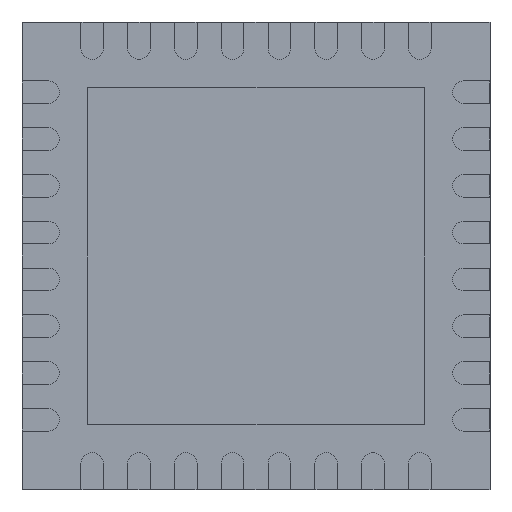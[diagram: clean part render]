
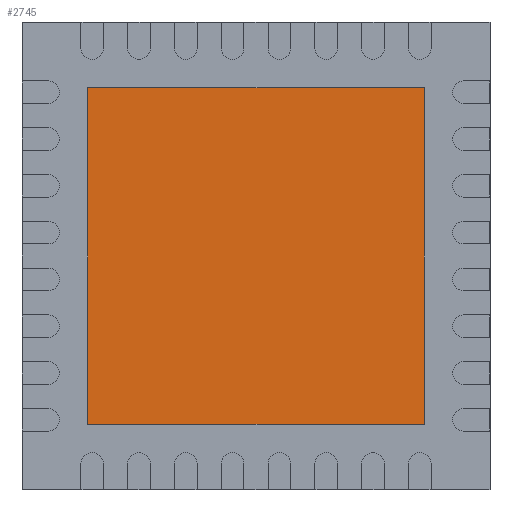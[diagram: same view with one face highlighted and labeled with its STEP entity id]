
A CAD part, front view. The second image highlights one B-rep face of the part: STEP entity #2745.
In plain terms, the highlighted planar face has unit normal (0, -1, 0).
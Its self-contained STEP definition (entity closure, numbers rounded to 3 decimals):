
#200 = LINE ( 'NONE', #1952, #10935 ) ;
#1080 = DIRECTION ( 'NONE',  ( 0., 0., -1. ) ) ;
#1127 = LINE ( 'NONE', #6926, #6989 ) ;
#1253 = CARTESIAN_POINT ( 'NONE',  ( 1.8, -0.05, -1.8 ) ) ;
#1381 = VECTOR ( 'NONE', #3871, 1000. ) ;
#1952 = CARTESIAN_POINT ( 'NONE',  ( -1.8, -0.05, 1.8 ) ) ;
#2020 = VERTEX_POINT ( 'NONE', #4449 ) ;
#2745 = ADVANCED_FACE ( 'NONE', ( #3458 ), #6856, .F. ) ;
#2976 = LINE ( 'NONE', #6372, #1381 ) ;
#3094 = DIRECTION ( 'NONE',  ( 0., 0., 1. ) ) ;
#3324 = CARTESIAN_POINT ( 'NONE',  ( -1.8, -0.05, -1.8 ) ) ;
#3458 = FACE_OUTER_BOUND ( 'NONE', #5301, .T. ) ;
#3710 = ORIENTED_EDGE ( 'NONE', *, *, #9596, .T. ) ;
#3871 = DIRECTION ( 'NONE',  ( 1., 0., 0. ) ) ;
#4306 = VERTEX_POINT ( 'NONE', #3324 ) ;
#4449 = CARTESIAN_POINT ( 'NONE',  ( 1.8, -0.05, 1.8 ) ) ;
#4891 = ORIENTED_EDGE ( 'NONE', *, *, #6831, .T. ) ;
#5120 = VERTEX_POINT ( 'NONE', #8195 ) ;
#5301 = EDGE_LOOP ( 'NONE', ( #3710, #4891, #5572, #5361 ) ) ;
#5361 = ORIENTED_EDGE ( 'NONE', *, *, #9580, .T. ) ;
#5572 = ORIENTED_EDGE ( 'NONE', *, *, #5801, .T. ) ;
#5801 = EDGE_CURVE ( 'NONE', #5120, #4306, #1127, .T. ) ;
#6023 = DIRECTION ( 'NONE',  ( 0., 0., 1. ) ) ;
#6372 = CARTESIAN_POINT ( 'NONE',  ( -1.8, -0.05, -1.8 ) ) ;
#6546 = VECTOR ( 'NONE', #3094, 1000. ) ;
#6831 = EDGE_CURVE ( 'NONE', #2020, #5120, #200, .T. ) ;
#6856 = PLANE ( 'NONE',  #10162 ) ;
#6926 = CARTESIAN_POINT ( 'NONE',  ( -1.8, -0.05, -1.8 ) ) ;
#6989 = VECTOR ( 'NONE', #1080, 1000. ) ;
#8025 = VERTEX_POINT ( 'NONE', #10673 ) ;
#8195 = CARTESIAN_POINT ( 'NONE',  ( -1.8, -0.05, 1.8 ) ) ;
#8440 = CARTESIAN_POINT ( 'NONE',  ( 0., -0.05, 0. ) ) ;
#8910 = LINE ( 'NONE', #1253, #6546 ) ;
#9555 = DIRECTION ( 'NONE',  ( -1., 0., 0. ) ) ;
#9580 = EDGE_CURVE ( 'NONE', #4306, #8025, #2976, .T. ) ;
#9596 = EDGE_CURVE ( 'NONE', #8025, #2020, #8910, .T. ) ;
#10162 = AXIS2_PLACEMENT_3D ( 'NONE', #8440, #10266, #6023 ) ;
#10266 = DIRECTION ( 'NONE',  ( 0., 1., 0. ) ) ;
#10673 = CARTESIAN_POINT ( 'NONE',  ( 1.8, -0.05, -1.8 ) ) ;
#10935 = VECTOR ( 'NONE', #9555, 1000. ) ;
